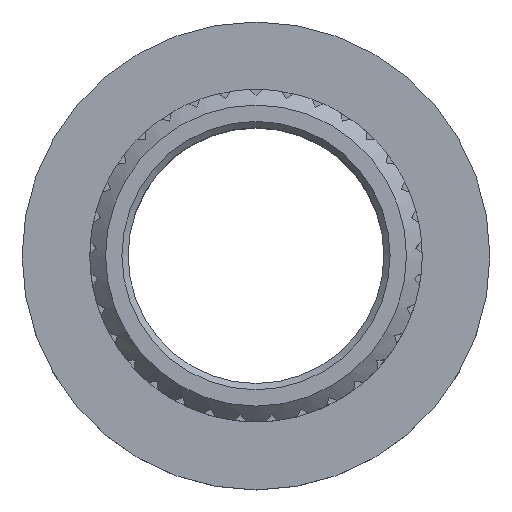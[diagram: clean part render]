
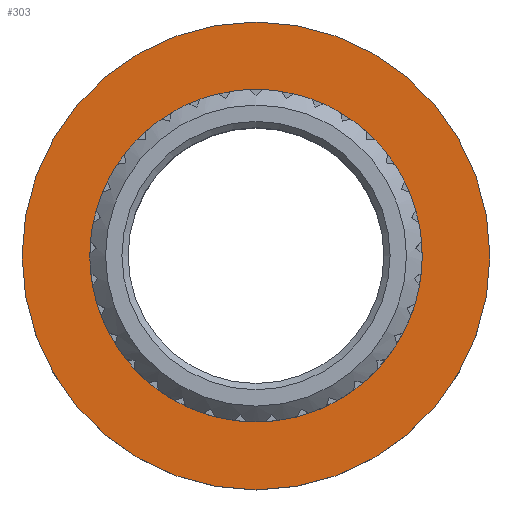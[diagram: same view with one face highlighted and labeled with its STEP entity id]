
A CAD part, top view. The second image highlights one B-rep face of the part: STEP entity #303.
In plain terms, the highlighted planar face has unit normal (0, 0, 1).
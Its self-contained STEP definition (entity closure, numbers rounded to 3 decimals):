
#303 = ADVANCED_FACE( '', ( #674, #675 ), #676, .F. );
#674 = FACE_BOUND( '', #1113, .T. );
#675 = FACE_OUTER_BOUND( '', #1114, .T. );
#676 = PLANE( '', #1115 );
#1113 = EDGE_LOOP( '', ( #1868 ) );
#1114 = EDGE_LOOP( '', ( #1869 ) );
#1115 = AXIS2_PLACEMENT_3D( '', #1870, #1871, #1872 );
#1868 = ORIENTED_EDGE( '', *, *, #2866, .T. );
#1869 = ORIENTED_EDGE( '', *, *, #2860, .F. );
#1870 = CARTESIAN_POINT( '', ( 0., 0., 2. ) );
#1871 = DIRECTION( '', ( 0., 0., -1. ) );
#1872 = DIRECTION( '', ( -1., 0., 0. ) );
#2860 = EDGE_CURVE( '', #3516, #3516, #3517, .T. );
#2866 = EDGE_CURVE( '', #3524, #3524, #3525, .T. );
#3516 = VERTEX_POINT( '', #4558 );
#3517 = CIRCLE( '', #4559, 7.5 );
#3524 = VERTEX_POINT( '', #4570 );
#3525 = CIRCLE( '', #4571, 5.324 );
#4558 = CARTESIAN_POINT( '', ( 7.5, 0., 2. ) );
#4559 = AXIS2_PLACEMENT_3D( '', #5245, #5246, #5247 );
#4570 = CARTESIAN_POINT( '', ( 5.324, 0., 2. ) );
#4571 = AXIS2_PLACEMENT_3D( '', #5254, #5255, #5256 );
#5245 = CARTESIAN_POINT( '', ( 0., 0., 2. ) );
#5246 = DIRECTION( '', ( 0., 0., -1. ) );
#5247 = DIRECTION( '', ( 1., 0., 0. ) );
#5254 = CARTESIAN_POINT( '', ( 0., 0., 2. ) );
#5255 = DIRECTION( '', ( 0., 0., -1. ) );
#5256 = DIRECTION( '', ( 1., 0., 0. ) );
